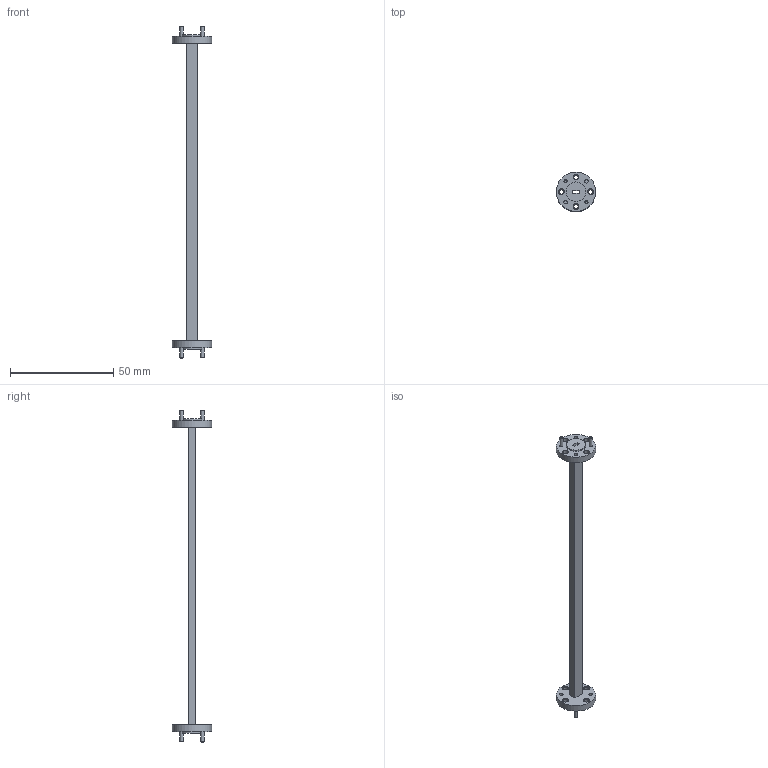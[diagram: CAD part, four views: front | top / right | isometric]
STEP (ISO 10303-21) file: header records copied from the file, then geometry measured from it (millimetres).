
FILE_DESCRIPTION (( 'STEP AP203' ), '1' );
FILE_NAME ('PEW12S010-6 ¦ FMW12S010-6.step', '2020-03-24T18:13:11', ( '' ), ( '' ), 'SwSTEP 2.0', 'SolidWorks 2018', '' );
FILE_SCHEMA (( 'CONFIG_CONTROL_DESIGN' ));
Length unit declared in the file: inch
Products named in the file (1): PEW12S010-6 ｦ FMW12S010-6
Bounding box: 19.05 x 19.05 x 160.93 mm (x, y, z)
Volume: 3786.7 mm3; surface area: 5735.3 mm2
Topology: 1 solids, 1 shells, 74 faces, 148 edges, 100 vertices
Faces by surface type: cylinder 36, plane 34, cone 4
Full cylindrical faces by diameter (mm): 1.562 x4, 1.702 x4, 2.261 x8, 2.845 x16, 9.525 x2, 19.05 x2
Entity records: 1819 total; most frequent: DIRECTION 326, CARTESIAN_POINT 267, ORIENTED_EDGE 200, EDGE_LOOP 164, AXIS2_PLACEMENT_3D 151, FACE_OUTER_BOUND 110, EDGE_CURVE 100, VERTEX_POINT 92
